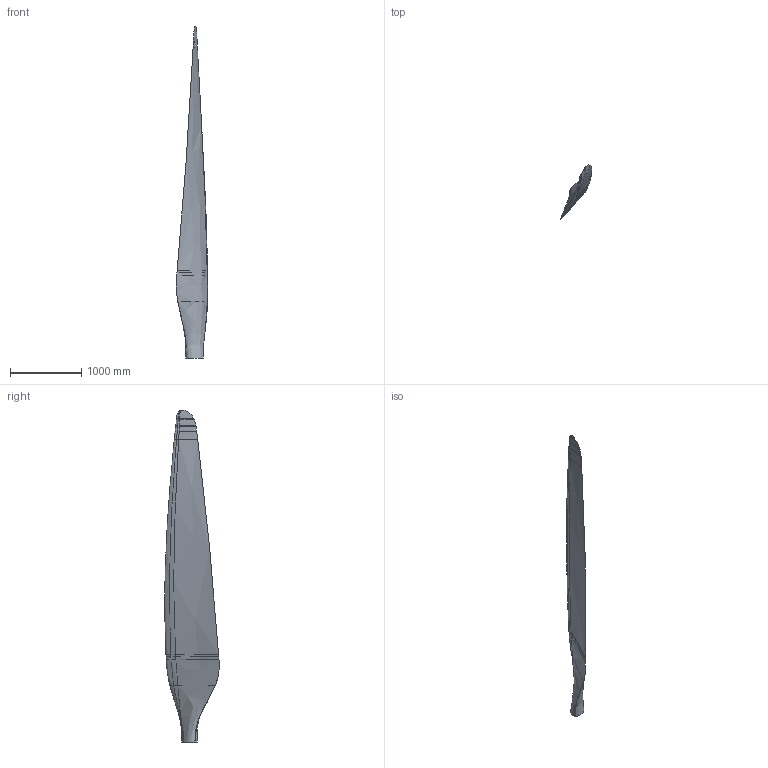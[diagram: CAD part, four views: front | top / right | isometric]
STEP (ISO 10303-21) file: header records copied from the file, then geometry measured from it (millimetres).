
FILE_DESCRIPTION(('Open CASCADE Model'),'2;1');
FILE_NAME('Open CASCADE Shape Model','2019-02-07T18:51:33',('Author'),( 'Open CASCADE'),'Open CASCADE STEP processor 7.3','Open CASCADE 7.3' ,'Unknown');
FILE_SCHEMA(('AUTOMOTIVE_DESIGN { 1 0 10303 214 1 1 1 1 }'));
Length unit declared in the file: metre
Products named in the file (1): Open CASCADE STEP translator 7.3 2
Bounding box: 441.03 x 764.98 x 4669.44 mm (x, y, z)
Volume: 147496907.6 mm3; surface area: 5711891 mm2
Topology: 1 solids, 1 shells, 73 faces, 146 edges, 74 vertices
Faces by surface type: bspline 71, plane 2
Entity records: 19357 total; most frequent: CARTESIAN_POINT 17075, ORIENTED_EDGE 290, PCURVE 290, DEFINITIONAL_REPRESENTATION 290, B_SPLINE_CURVE_WITH_KNOTS 286, DIRECTION 155, LINE 149, VECTOR 149
